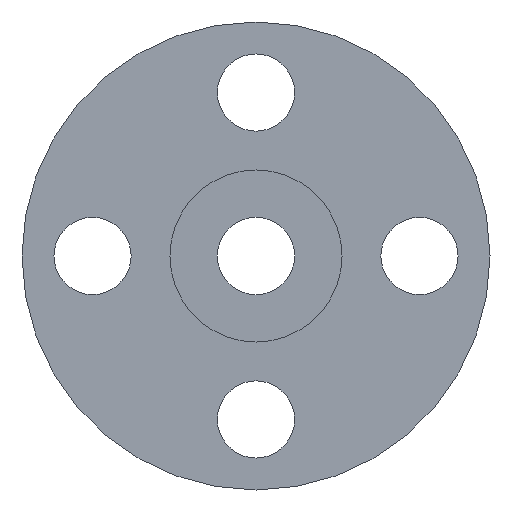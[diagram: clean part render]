
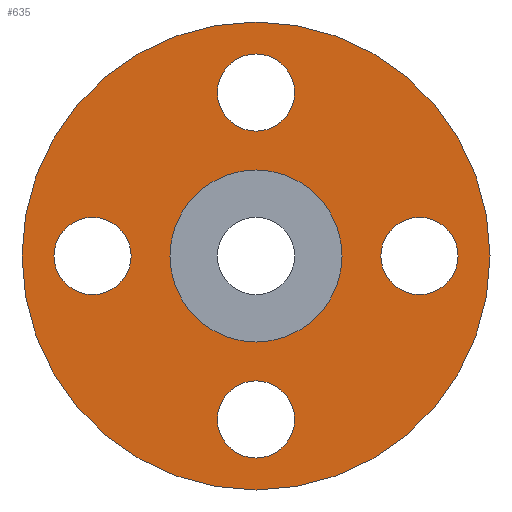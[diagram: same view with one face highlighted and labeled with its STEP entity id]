
A CAD part, front view. The second image highlights one B-rep face of the part: STEP entity #635.
In plain terms, the highlighted planar face has unit normal (0, -1, 0).
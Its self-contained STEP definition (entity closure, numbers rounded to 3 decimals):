
#3 = PLANE ( 'NONE',  #553 ) ;
#6 = ORIENTED_EDGE ( 'NONE', *, *, #465, .F. ) ;
#12 = ORIENTED_EDGE ( 'NONE', *, *, #298, .T. ) ;
#13 = EDGE_CURVE ( 'NONE', #374, #682, #517, .T. ) ;
#15 = FACE_BOUND ( 'NONE', #279, .T. ) ;
#17 = CARTESIAN_POINT ( 'NONE',  ( 0., 1.6, -41.1 ) ) ;
#23 = ORIENTED_EDGE ( 'NONE', *, *, #378, .F. ) ;
#33 = CARTESIAN_POINT ( 'NONE',  ( 0., 1.6, -17.5 ) ) ;
#37 = CARTESIAN_POINT ( 'NONE',  ( -41.1, 1.6, 0. ) ) ;
#45 = CARTESIAN_POINT ( 'NONE',  ( 0., 1.6, -47.6 ) ) ;
#54 = CARTESIAN_POINT ( 'NONE',  ( 0., 1.6, 47.6 ) ) ;
#57 = CARTESIAN_POINT ( 'NONE',  ( 33.25, 1.6, 0. ) ) ;
#68 = EDGE_CURVE ( 'NONE', #682, #374, #679, .T. ) ;
#74 = FACE_BOUND ( 'NONE', #885, .T. ) ;
#95 = VERTEX_POINT ( 'NONE', #17 ) ;
#97 = CARTESIAN_POINT ( 'NONE',  ( 0., 1.6, 41.1 ) ) ;
#100 = CARTESIAN_POINT ( 'NONE',  ( -33.25, 1.6, 0. ) ) ;
#109 = CARTESIAN_POINT ( 'NONE',  ( 0., 1.6, 0. ) ) ;
#112 = AXIS2_PLACEMENT_3D ( 'NONE', #771, #277, #359 ) ;
#120 = DIRECTION ( 'NONE',  ( 0., -1., 0. ) ) ;
#122 = CARTESIAN_POINT ( 'NONE',  ( 0., 1.6, -25.4 ) ) ;
#127 = CARTESIAN_POINT ( 'NONE',  ( 0., 1.6, 0. ) ) ;
#149 = AXIS2_PLACEMENT_3D ( 'NONE', #822, #745, #392 ) ;
#154 = DIRECTION ( 'NONE',  ( 0., 0., 1. ) ) ;
#158 = DIRECTION ( 'NONE',  ( 0., -1., 0. ) ) ;
#161 = CARTESIAN_POINT ( 'NONE',  ( 0., 1.6, 0. ) ) ;
#180 = CARTESIAN_POINT ( 'NONE',  ( -33.25, 1.6, 0. ) ) ;
#182 = ORIENTED_EDGE ( 'NONE', *, *, #296, .F. ) ;
#195 = DIRECTION ( 'NONE',  ( 0., 1., 0. ) ) ;
#196 = CIRCLE ( 'NONE', #876, 7.85 ) ;
#223 = FACE_BOUND ( 'NONE', #880, .T. ) ;
#227 = VERTEX_POINT ( 'NONE', #33 ) ;
#228 = CARTESIAN_POINT ( 'NONE',  ( -25.4, 1.6, 0. ) ) ;
#232 = EDGE_CURVE ( 'NONE', #313, #563, #196, .T. ) ;
#233 = AXIS2_PLACEMENT_3D ( 'NONE', #100, #246, #379 ) ;
#238 = CARTESIAN_POINT ( 'NONE',  ( 41.1, 1.6, 0. ) ) ;
#239 = CARTESIAN_POINT ( 'NONE',  ( 0., 1.6, -33.25 ) ) ;
#246 = DIRECTION ( 'NONE',  ( 0., -1., 0. ) ) ;
#256 = DIRECTION ( 'NONE',  ( 0., 0., 1. ) ) ;
#277 = DIRECTION ( 'NONE',  ( 0., 1., 0. ) ) ;
#279 = EDGE_LOOP ( 'NONE', ( #815, #712 ) ) ;
#289 = ORIENTED_EDGE ( 'NONE', *, *, #758, .T. ) ;
#291 = FACE_BOUND ( 'NONE', #637, .T. ) ;
#296 = EDGE_CURVE ( 'NONE', #835, #95, #756, .T. ) ;
#298 = EDGE_CURVE ( 'NONE', #227, #686, #831, .T. ) ;
#300 = VERTEX_POINT ( 'NONE', #45 ) ;
#313 = VERTEX_POINT ( 'NONE', #37 ) ;
#317 = AXIS2_PLACEMENT_3D ( 'NONE', #239, #812, #518 ) ;
#326 = ORIENTED_EDGE ( 'NONE', *, *, #13, .F. ) ;
#330 = DIRECTION ( 'NONE',  ( 0., -1., 0. ) ) ;
#345 = ORIENTED_EDGE ( 'NONE', *, *, #538, .F. ) ;
#359 = DIRECTION ( 'NONE',  ( 0., 0., 1. ) ) ;
#366 = DIRECTION ( 'NONE',  ( 0., 0., 1. ) ) ;
#372 = AXIS2_PLACEMENT_3D ( 'NONE', #57, #887, #473 ) ;
#374 = VERTEX_POINT ( 'NONE', #97 ) ;
#378 = EDGE_CURVE ( 'NONE', #300, #429, #543, .T. ) ;
#379 = DIRECTION ( 'NONE',  ( -1., 0., 0. ) ) ;
#382 = DIRECTION ( 'NONE',  ( 0., 1., 0. ) ) ;
#388 = EDGE_CURVE ( 'NONE', #654, #601, #867, .T. ) ;
#391 = AXIS2_PLACEMENT_3D ( 'NONE', #127, #195, #256 ) ;
#392 = DIRECTION ( 'NONE',  ( 0., 0., 1. ) ) ;
#404 = AXIS2_PLACEMENT_3D ( 'NONE', #161, #382, #366 ) ;
#429 = VERTEX_POINT ( 'NONE', #54 ) ;
#431 = AXIS2_PLACEMENT_3D ( 'NONE', #109, #665, #454 ) ;
#454 = DIRECTION ( 'NONE',  ( 0., 0., 1. ) ) ;
#457 = CIRCLE ( 'NONE', #695, 7.85 ) ;
#465 = EDGE_CURVE ( 'NONE', #601, #654, #730, .T. ) ;
#473 = DIRECTION ( 'NONE',  ( 1., 0., 0. ) ) ;
#488 = FACE_OUTER_BOUND ( 'NONE', #872, .T. ) ;
#512 = CARTESIAN_POINT ( 'NONE',  ( 0., 1.6, 17.5 ) ) ;
#517 = CIRCLE ( 'NONE', #149, 7.85 ) ;
#518 = DIRECTION ( 'NONE',  ( 0., 0., -1. ) ) ;
#538 = EDGE_CURVE ( 'NONE', #429, #300, #790, .T. ) ;
#543 = CIRCLE ( 'NONE', #391, 47.6 ) ;
#553 = AXIS2_PLACEMENT_3D ( 'NONE', #565, #158, #573 ) ;
#563 = VERTEX_POINT ( 'NONE', #228 ) ;
#565 = CARTESIAN_POINT ( 'NONE',  ( 0., 1.6, 17.5 ) ) ;
#573 = DIRECTION ( 'NONE',  ( 0., 0., -1. ) ) ;
#574 = CARTESIAN_POINT ( 'NONE',  ( 0., 1.6, 33.25 ) ) ;
#601 = VERTEX_POINT ( 'NONE', #639 ) ;
#616 = DIRECTION ( 'NONE',  ( 1., 0., 0. ) ) ;
#623 = ORIENTED_EDGE ( 'NONE', *, *, #68, .F. ) ;
#635 = ADVANCED_FACE ( 'NONE', ( #15, #223, #74, #291, #719, #488 ), #3, .T. ) ;
#637 = EDGE_LOOP ( 'NONE', ( #182, #889 ) ) ;
#639 = CARTESIAN_POINT ( 'NONE',  ( 25.4, 1.6, 0. ) ) ;
#640 = DIRECTION ( 'NONE',  ( 0., -1., 0. ) ) ;
#653 = EDGE_CURVE ( 'NONE', #563, #313, #673, .T. ) ;
#654 = VERTEX_POINT ( 'NONE', #238 ) ;
#665 = DIRECTION ( 'NONE',  ( 0., 1., 0. ) ) ;
#673 = CIRCLE ( 'NONE', #233, 7.85 ) ;
#674 = DIRECTION ( 'NONE',  ( 0., 0., -1. ) ) ;
#679 = CIRCLE ( 'NONE', #855, 7.85 ) ;
#682 = VERTEX_POINT ( 'NONE', #811 ) ;
#686 = VERTEX_POINT ( 'NONE', #512 ) ;
#695 = AXIS2_PLACEMENT_3D ( 'NONE', #747, #120, #674 ) ;
#712 = ORIENTED_EDGE ( 'NONE', *, *, #232, .F. ) ;
#719 = FACE_BOUND ( 'NONE', #791, .T. ) ;
#730 = CIRCLE ( 'NONE', #372, 7.85 ) ;
#745 = DIRECTION ( 'NONE',  ( 0., -1., 0. ) ) ;
#747 = CARTESIAN_POINT ( 'NONE',  ( 0., 1.6, -33.25 ) ) ;
#756 = CIRCLE ( 'NONE', #317, 7.85 ) ;
#758 = EDGE_CURVE ( 'NONE', #686, #227, #794, .T. ) ;
#771 = CARTESIAN_POINT ( 'NONE',  ( 0., 1.6, 0. ) ) ;
#790 = CIRCLE ( 'NONE', #112, 47.6 ) ;
#791 = EDGE_LOOP ( 'NONE', ( #289, #12 ) ) ;
#794 = CIRCLE ( 'NONE', #404, 17.5 ) ;
#811 = CARTESIAN_POINT ( 'NONE',  ( 0., 1.6, 25.4 ) ) ;
#812 = DIRECTION ( 'NONE',  ( 0., -1., 0. ) ) ;
#815 = ORIENTED_EDGE ( 'NONE', *, *, #653, .F. ) ;
#817 = DIRECTION ( 'NONE',  ( -1., 0., 0. ) ) ;
#822 = CARTESIAN_POINT ( 'NONE',  ( 0., 1.6, 33.25 ) ) ;
#825 = AXIS2_PLACEMENT_3D ( 'NONE', #897, #330, #616 ) ;
#831 = CIRCLE ( 'NONE', #431, 17.5 ) ;
#835 = VERTEX_POINT ( 'NONE', #122 ) ;
#855 = AXIS2_PLACEMENT_3D ( 'NONE', #574, #640, #154 ) ;
#863 = ORIENTED_EDGE ( 'NONE', *, *, #388, .F. ) ;
#867 = CIRCLE ( 'NONE', #825, 7.85 ) ;
#872 = EDGE_LOOP ( 'NONE', ( #345, #23 ) ) ;
#874 = EDGE_CURVE ( 'NONE', #95, #835, #457, .T. ) ;
#876 = AXIS2_PLACEMENT_3D ( 'NONE', #180, #883, #817 ) ;
#880 = EDGE_LOOP ( 'NONE', ( #623, #326 ) ) ;
#883 = DIRECTION ( 'NONE',  ( 0., -1., 0. ) ) ;
#885 = EDGE_LOOP ( 'NONE', ( #6, #863 ) ) ;
#887 = DIRECTION ( 'NONE',  ( 0., -1., 0. ) ) ;
#889 = ORIENTED_EDGE ( 'NONE', *, *, #874, .F. ) ;
#897 = CARTESIAN_POINT ( 'NONE',  ( 33.25, 1.6, 0. ) ) ;
